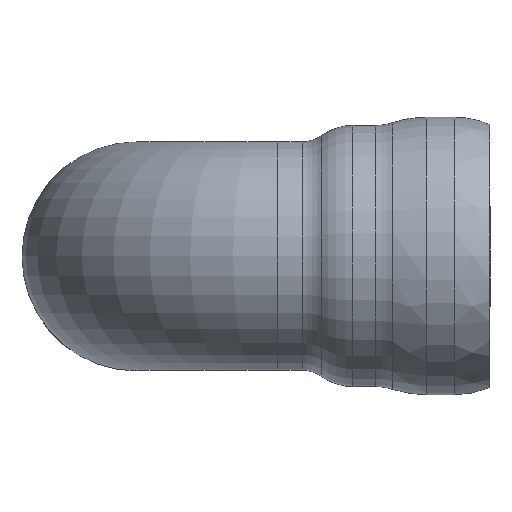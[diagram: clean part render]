
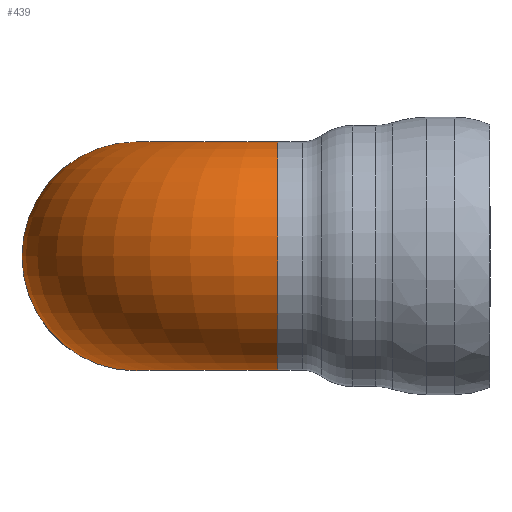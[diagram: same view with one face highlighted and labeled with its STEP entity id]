
A CAD part, top view. The second image highlights one B-rep face of the part: STEP entity #439.
In plain terms, the highlighted toroidal (fillet/blend) face has major radius 260 mm and minor radius 210 mm.
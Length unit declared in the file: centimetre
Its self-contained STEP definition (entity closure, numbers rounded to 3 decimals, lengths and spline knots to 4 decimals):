
#73=FACE_OUTER_BOUND('',#103,.T.);
#103=EDGE_LOOP('',(#328,#329,#330,#331));
#129=CIRCLE('',#468,21.);
#138=CIRCLE('',#482,21.);
#141=CIRCLE('',#488,5.);
#184=VERTEX_POINT('',#731);
#192=VERTEX_POINT('',#757);
#228=EDGE_CURVE('',#184,#184,#129,.T.);
#240=EDGE_CURVE('',#192,#192,#138,.T.);
#243=EDGE_CURVE('',#192,#184,#141,.T.);
#328=ORIENTED_EDGE('',*,*,#240,.T.);
#329=ORIENTED_EDGE('',*,*,#243,.T.);
#330=ORIENTED_EDGE('',*,*,#228,.T.);
#331=ORIENTED_EDGE('',*,*,#243,.F.);
#423=TOROIDAL_SURFACE('',#487,26.,21.);
#439=ADVANCED_FACE('',(#73),#423,.T.);
#468=AXIS2_PLACEMENT_3D('',#733,#560,#561);
#482=AXIS2_PLACEMENT_3D('',#758,#591,#592);
#487=AXIS2_PLACEMENT_3D('',#764,#601,#602);
#488=AXIS2_PLACEMENT_3D('',#765,#603,#604);
#560=DIRECTION('center_axis',(0.,0.,
1.));
#561=DIRECTION('ref_axis',(1.,0.,0.));
#591=DIRECTION('center_axis',(-1.,0.,0.));
#592=DIRECTION('ref_axis',(0.,-1.,0.));
#601=DIRECTION('center_axis',(0.,1.,0.));
#602=DIRECTION('ref_axis',(-1.,0.,0.));
#603=DIRECTION('center_axis',(0.,-1.,0.));
#604=DIRECTION('ref_axis',(-1.,0.,0.));
#731=CARTESIAN_POINT('',(115.5506,161.5752,1.2485));
#733=CARTESIAN_POINT('Origin',(94.5506,161.5752,1.2485));
#757=CARTESIAN_POINT('',(120.5506,161.5752,6.2485));
#758=CARTESIAN_POINT('Origin',(120.5506,161.5752,27.2485));
#764=CARTESIAN_POINT('Origin',(120.5506,161.5752,1.2485));
#765=CARTESIAN_POINT('Origin',(120.5506,161.5752,1.2485));
